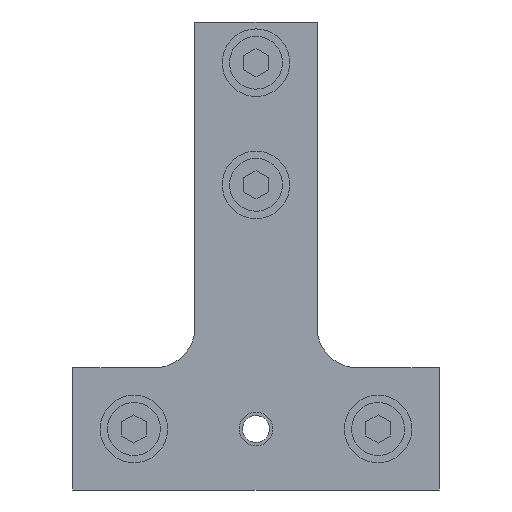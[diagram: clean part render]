
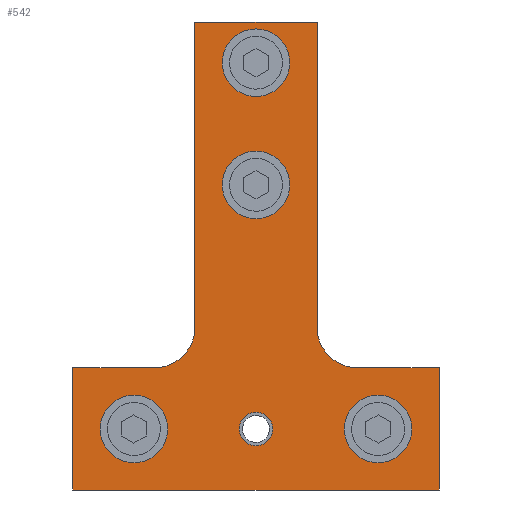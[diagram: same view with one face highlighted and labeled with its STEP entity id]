
A CAD part, front view. The second image highlights one B-rep face of the part: STEP entity #542.
In plain terms, the highlighted planar face has unit normal (0, -1, 0).
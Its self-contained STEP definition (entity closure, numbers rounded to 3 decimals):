
#200=AXIS2_PLACEMENT_3D('Circle Axis2P3D',#198,#199,$) ;
#219=AXIS2_PLACEMENT_3D('Circle Axis2P3D',#217,#218,$) ;
#382=AXIS2_PLACEMENT_3D('Plane Axis2P3D',#379,#380,#381) ;
#402=AXIS2_PLACEMENT_3D('Circle Axis2P3D',#400,#401,$) ;
#430=AXIS2_PLACEMENT_3D('Circle Axis2P3D',#428,#429,$) ;
#468=AXIS2_PLACEMENT_3D('Circle Axis2P3D',#466,#467,$) ;
#477=AXIS2_PLACEMENT_3D('Circle Axis2P3D',#475,#476,$) ;
#486=AXIS2_PLACEMENT_3D('Circle Axis2P3D',#484,#485,$) ;
#495=AXIS2_PLACEMENT_3D('Circle Axis2P3D',#493,#494,$) ;
#504=AXIS2_PLACEMENT_3D('Circle Axis2P3D',#502,#503,$) ;
#513=AXIS2_PLACEMENT_3D('Circle Axis2P3D',#511,#512,$) ;
#522=AXIS2_PLACEMENT_3D('Circle Axis2P3D',#520,#521,$) ;
#531=AXIS2_PLACEMENT_3D('Circle Axis2P3D',#529,#530,$) ;
#195=CARTESIAN_POINT('Vertex',(8.3,-45.,60.)) ;
#198=CARTESIAN_POINT('Axis2P3D Location',(0.,-45.,60.)) ;
#202=CARTESIAN_POINT('Vertex',(-8.3,-45.,60.)) ;
#217=CARTESIAN_POINT('Axis2P3D Location',(0.,-45.,60.)) ;
#379=CARTESIAN_POINT('Axis2P3D Location',(0.,-45.,0.)) ;
#384=CARTESIAN_POINT('Line Origine',(45.,-45.,0.)) ;
#388=CARTESIAN_POINT('Vertex',(45.,-45.,15.)) ;
#390=CARTESIAN_POINT('Vertex',(45.,-45.,-15.)) ;
#393=CARTESIAN_POINT('Line Origine',(35.,-45.,15.)) ;
#397=CARTESIAN_POINT('Vertex',(25.,-45.,15.)) ;
#400=CARTESIAN_POINT('Axis2P3D Location',(25.,-45.,25.)) ;
#404=CARTESIAN_POINT('Vertex',(15.,-45.,25.)) ;
#407=CARTESIAN_POINT('Line Origine',(15.,-45.,62.5)) ;
#411=CARTESIAN_POINT('Vertex',(15.,-45.,100.)) ;
#414=CARTESIAN_POINT('Line Origine',(0.,-45.,100.)) ;
#418=CARTESIAN_POINT('Vertex',(-15.,-45.,100.)) ;
#421=CARTESIAN_POINT('Line Origine',(-15.,-45.,62.5)) ;
#425=CARTESIAN_POINT('Vertex',(-15.,-45.,25.)) ;
#428=CARTESIAN_POINT('Axis2P3D Location',(-25.,-45.,25.)) ;
#432=CARTESIAN_POINT('Vertex',(-25.,-45.,15.)) ;
#435=CARTESIAN_POINT('Line Origine',(-35.,-45.,15.)) ;
#439=CARTESIAN_POINT('Vertex',(-45.,-45.,15.)) ;
#442=CARTESIAN_POINT('Line Origine',(-45.,-45.,0.)) ;
#446=CARTESIAN_POINT('Vertex',(-45.,-45.,-15.)) ;
#449=CARTESIAN_POINT('Line Origine',(0.,-45.,-15.)) ;
#466=CARTESIAN_POINT('Axis2P3D Location',(0.,-45.,0.)) ;
#470=CARTESIAN_POINT('Vertex',(4.1,-45.,0.)) ;
#472=CARTESIAN_POINT('Vertex',(-4.1,-45.,0.)) ;
#475=CARTESIAN_POINT('Axis2P3D Location',(0.,-45.,0.)) ;
#484=CARTESIAN_POINT('Axis2P3D Location',(0.,-45.,90.)) ;
#488=CARTESIAN_POINT('Vertex',(-8.3,-45.,90.)) ;
#490=CARTESIAN_POINT('Vertex',(8.3,-45.,90.)) ;
#493=CARTESIAN_POINT('Axis2P3D Location',(0.,-45.,90.)) ;
#502=CARTESIAN_POINT('Axis2P3D Location',(30.,-45.,0.)) ;
#506=CARTESIAN_POINT('Vertex',(21.7,-45.,0.)) ;
#508=CARTESIAN_POINT('Vertex',(38.3,-45.,0.)) ;
#511=CARTESIAN_POINT('Axis2P3D Location',(30.,-45.,0.)) ;
#520=CARTESIAN_POINT('Axis2P3D Location',(-30.,-45.,0.)) ;
#524=CARTESIAN_POINT('Vertex',(-38.3,-45.,0.)) ;
#526=CARTESIAN_POINT('Vertex',(-21.7,-45.,0.)) ;
#529=CARTESIAN_POINT('Axis2P3D Location',(-30.,-45.,0.)) ;
#199=DIRECTION('Axis2P3D Direction',(0.,-1.,0.)) ;
#218=DIRECTION('Axis2P3D Direction',(0.,-1.,0.)) ;
#380=DIRECTION('Axis2P3D Direction',(0.,1.,0.)) ;
#381=DIRECTION('Axis2P3D XDirection',(1.,0.,0.)) ;
#385=DIRECTION('Vector Direction',(0.,0.,1.)) ;
#394=DIRECTION('Vector Direction',(-1.,0.,0.)) ;
#401=DIRECTION('Axis2P3D Direction',(0.,1.,0.)) ;
#408=DIRECTION('Vector Direction',(0.,0.,1.)) ;
#415=DIRECTION('Vector Direction',(-1.,0.,0.)) ;
#422=DIRECTION('Vector Direction',(0.,0.,-1.)) ;
#429=DIRECTION('Axis2P3D Direction',(0.,1.,0.)) ;
#436=DIRECTION('Vector Direction',(-1.,0.,0.)) ;
#443=DIRECTION('Vector Direction',(0.,0.,-1.)) ;
#450=DIRECTION('Vector Direction',(1.,0.,0.)) ;
#467=DIRECTION('Axis2P3D Direction',(0.,1.,0.)) ;
#476=DIRECTION('Axis2P3D Direction',(0.,1.,0.)) ;
#485=DIRECTION('Axis2P3D Direction',(0.,1.,0.)) ;
#494=DIRECTION('Axis2P3D Direction',(0.,1.,0.)) ;
#503=DIRECTION('Axis2P3D Direction',(0.,1.,0.)) ;
#512=DIRECTION('Axis2P3D Direction',(0.,1.,0.)) ;
#521=DIRECTION('Axis2P3D Direction',(0.,1.,0.)) ;
#530=DIRECTION('Axis2P3D Direction',(0.,1.,0.)) ;
#386=VECTOR('Line Direction',#385,1.) ;
#395=VECTOR('Line Direction',#394,1.) ;
#409=VECTOR('Line Direction',#408,1.) ;
#416=VECTOR('Line Direction',#415,1.) ;
#423=VECTOR('Line Direction',#422,1.) ;
#437=VECTOR('Line Direction',#436,1.) ;
#444=VECTOR('Line Direction',#443,1.) ;
#451=VECTOR('Line Direction',#450,1.) ;
#455=ORIENTED_EDGE('',*,*,#392,.F.) ;
#456=ORIENTED_EDGE('',*,*,#399,.F.) ;
#457=ORIENTED_EDGE('',*,*,#406,.F.) ;
#458=ORIENTED_EDGE('',*,*,#413,.F.) ;
#459=ORIENTED_EDGE('',*,*,#420,.F.) ;
#460=ORIENTED_EDGE('',*,*,#427,.F.) ;
#461=ORIENTED_EDGE('',*,*,#434,.F.) ;
#462=ORIENTED_EDGE('',*,*,#441,.F.) ;
#463=ORIENTED_EDGE('',*,*,#448,.F.) ;
#464=ORIENTED_EDGE('',*,*,#453,.F.) ;
#481=ORIENTED_EDGE('',*,*,#474,.T.) ;
#482=ORIENTED_EDGE('',*,*,#479,.T.) ;
#499=ORIENTED_EDGE('',*,*,#492,.F.) ;
#500=ORIENTED_EDGE('',*,*,#497,.F.) ;
#517=ORIENTED_EDGE('',*,*,#510,.F.) ;
#518=ORIENTED_EDGE('',*,*,#515,.F.) ;
#535=ORIENTED_EDGE('',*,*,#528,.F.) ;
#536=ORIENTED_EDGE('',*,*,#533,.F.) ;
#539=ORIENTED_EDGE('',*,*,#221,.F.) ;
#540=ORIENTED_EDGE('',*,*,#204,.F.) ;
#483=FACE_BOUND('',#480,.T.) ;
#501=FACE_BOUND('',#498,.T.) ;
#519=FACE_BOUND('',#516,.T.) ;
#537=FACE_BOUND('',#534,.T.) ;
#541=FACE_BOUND('',#538,.T.) ;
#542=ADVANCED_FACE('TOS_021_SET_457607',(#465,#483,#501,#519,#537,#541),#383,.F.) ;
#201=CIRCLE('generated circle',#200,8.3) ;
#220=CIRCLE('generated circle',#219,8.3) ;
#403=CIRCLE('generated circle',#402,10.) ;
#431=CIRCLE('generated circle',#430,10.) ;
#469=CIRCLE('generated circle',#468,4.1) ;
#478=CIRCLE('generated circle',#477,4.1) ;
#487=CIRCLE('generated circle',#486,8.3) ;
#496=CIRCLE('generated circle',#495,8.3) ;
#505=CIRCLE('generated circle',#504,8.3) ;
#514=CIRCLE('generated circle',#513,8.3) ;
#523=CIRCLE('generated circle',#522,8.3) ;
#532=CIRCLE('generated circle',#531,8.3) ;
#204=EDGE_CURVE('',#196,#203,#201,.T.) ;
#221=EDGE_CURVE('',#203,#196,#220,.T.) ;
#392=EDGE_CURVE('',#389,#391,#387,.F.) ;
#399=EDGE_CURVE('',#398,#389,#396,.F.) ;
#406=EDGE_CURVE('',#405,#398,#403,.F.) ;
#413=EDGE_CURVE('',#412,#405,#410,.F.) ;
#420=EDGE_CURVE('',#419,#412,#417,.F.) ;
#427=EDGE_CURVE('',#426,#419,#424,.F.) ;
#434=EDGE_CURVE('',#433,#426,#431,.F.) ;
#441=EDGE_CURVE('',#440,#433,#438,.F.) ;
#448=EDGE_CURVE('',#447,#440,#445,.F.) ;
#453=EDGE_CURVE('',#391,#447,#452,.F.) ;
#474=EDGE_CURVE('',#471,#473,#469,.T.) ;
#479=EDGE_CURVE('',#473,#471,#478,.T.) ;
#492=EDGE_CURVE('',#489,#491,#487,.F.) ;
#497=EDGE_CURVE('',#491,#489,#496,.F.) ;
#510=EDGE_CURVE('',#507,#509,#505,.F.) ;
#515=EDGE_CURVE('',#509,#507,#514,.F.) ;
#528=EDGE_CURVE('',#525,#527,#523,.F.) ;
#533=EDGE_CURVE('',#527,#525,#532,.F.) ;
#454=EDGE_LOOP('',(#455,#456,#457,#458,#459,#460,#461,#462,#463,#464)) ;
#480=EDGE_LOOP('',(#481,#482)) ;
#498=EDGE_LOOP('',(#499,#500)) ;
#516=EDGE_LOOP('',(#517,#518)) ;
#534=EDGE_LOOP('',(#535,#536)) ;
#538=EDGE_LOOP('',(#539,#540)) ;
#465=FACE_OUTER_BOUND('',#454,.T.) ;
#387=LINE('Line',#384,#386) ;
#396=LINE('Line',#393,#395) ;
#410=LINE('Line',#407,#409) ;
#417=LINE('Line',#414,#416) ;
#424=LINE('Line',#421,#423) ;
#438=LINE('Line',#435,#437) ;
#445=LINE('Line',#442,#444) ;
#452=LINE('Line',#449,#451) ;
#383=PLANE('',#382) ;
#196=VERTEX_POINT('',#195) ;
#203=VERTEX_POINT('',#202) ;
#389=VERTEX_POINT('',#388) ;
#391=VERTEX_POINT('',#390) ;
#398=VERTEX_POINT('',#397) ;
#405=VERTEX_POINT('',#404) ;
#412=VERTEX_POINT('',#411) ;
#419=VERTEX_POINT('',#418) ;
#426=VERTEX_POINT('',#425) ;
#433=VERTEX_POINT('',#432) ;
#440=VERTEX_POINT('',#439) ;
#447=VERTEX_POINT('',#446) ;
#471=VERTEX_POINT('',#470) ;
#473=VERTEX_POINT('',#472) ;
#489=VERTEX_POINT('',#488) ;
#491=VERTEX_POINT('',#490) ;
#507=VERTEX_POINT('',#506) ;
#509=VERTEX_POINT('',#508) ;
#525=VERTEX_POINT('',#524) ;
#527=VERTEX_POINT('',#526) ;
